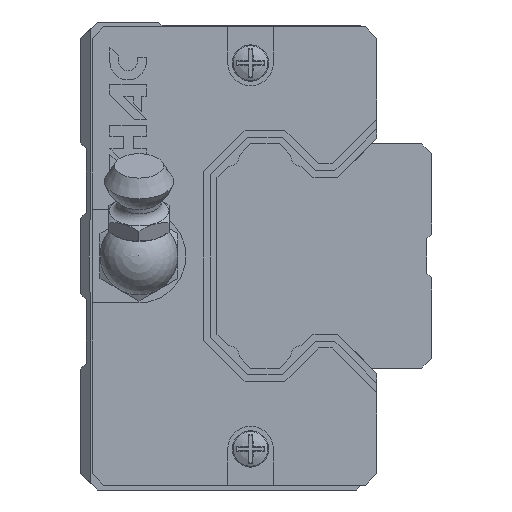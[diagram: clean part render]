
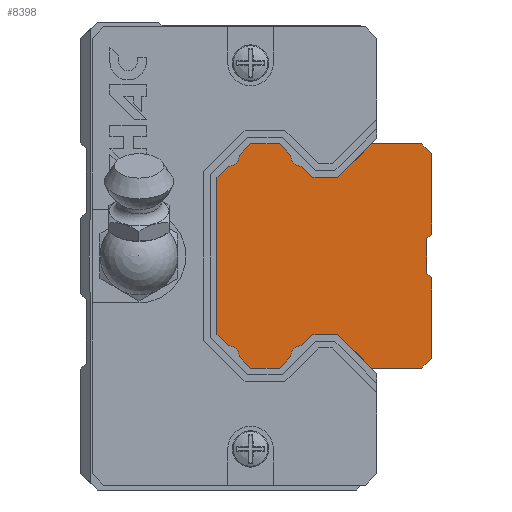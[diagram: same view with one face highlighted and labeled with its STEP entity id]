
A CAD part, left-side view. The second image highlights one B-rep face of the part: STEP entity #8398.
In plain terms, the highlighted planar face has unit normal (-1, 0, 0).
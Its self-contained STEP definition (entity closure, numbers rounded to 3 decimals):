
#236=CIRCLE('',#8966,1.129);
#237=CIRCLE('',#8967,1.129);
#238=CIRCLE('',#8968,1.129);
#239=CIRCLE('',#8969,1.129);
#458=ORIENTED_EDGE('',*,*,#2898,.T.);
#459=ORIENTED_EDGE('',*,*,#2855,.F.);
#460=ORIENTED_EDGE('',*,*,#2899,.F.);
#461=ORIENTED_EDGE('',*,*,#2900,.F.);
#462=ORIENTED_EDGE('',*,*,#2901,.F.);
#463=ORIENTED_EDGE('',*,*,#2902,.F.);
#464=ORIENTED_EDGE('',*,*,#2903,.F.);
#465=ORIENTED_EDGE('',*,*,#2904,.T.);
#466=ORIENTED_EDGE('',*,*,#2905,.F.);
#467=ORIENTED_EDGE('',*,*,#2906,.F.);
#468=ORIENTED_EDGE('',*,*,#2907,.F.);
#469=ORIENTED_EDGE('',*,*,#2908,.T.);
#470=ORIENTED_EDGE('',*,*,#2909,.F.);
#471=ORIENTED_EDGE('',*,*,#2910,.F.);
#472=ORIENTED_EDGE('',*,*,#2911,.F.);
#473=ORIENTED_EDGE('',*,*,#2912,.T.);
#474=ORIENTED_EDGE('',*,*,#2913,.F.);
#475=ORIENTED_EDGE('',*,*,#2914,.F.);
#476=ORIENTED_EDGE('',*,*,#2915,.F.);
#477=ORIENTED_EDGE('',*,*,#2916,.T.);
#478=ORIENTED_EDGE('',*,*,#2917,.F.);
#479=ORIENTED_EDGE('',*,*,#2918,.F.);
#480=ORIENTED_EDGE('',*,*,#2919,.F.);
#481=ORIENTED_EDGE('',*,*,#2920,.F.);
#482=ORIENTED_EDGE('',*,*,#2921,.F.);
#483=ORIENTED_EDGE('',*,*,#2863,.F.);
#484=ORIENTED_EDGE('',*,*,#2922,.T.);
#485=ORIENTED_EDGE('',*,*,#2923,.T.);
#2855=EDGE_CURVE('',#4076,#4077,#4910,.T.);
#2863=EDGE_CURVE('',#4084,#4085,#4915,.T.);
#2898=EDGE_CURVE('',#4117,#4077,#4943,.T.);
#2899=EDGE_CURVE('',#4118,#4076,#4944,.T.);
#2900=EDGE_CURVE('',#4119,#4118,#4945,.T.);
#2901=EDGE_CURVE('',#4120,#4119,#4946,.T.);
#2902=EDGE_CURVE('',#4121,#4120,#4947,.T.);
#2903=EDGE_CURVE('',#4122,#4121,#4948,.T.);
#2904=EDGE_CURVE('',#4122,#4123,#236,.T.);
#2905=EDGE_CURVE('',#4124,#4123,#4949,.T.);
#2906=EDGE_CURVE('',#4125,#4124,#4950,.T.);
#2907=EDGE_CURVE('',#4126,#4125,#4951,.T.);
#2908=EDGE_CURVE('',#4126,#4127,#237,.T.);
#2909=EDGE_CURVE('',#4128,#4127,#4952,.T.);
#2910=EDGE_CURVE('',#4129,#4128,#4953,.T.);
#2911=EDGE_CURVE('',#4130,#4129,#4954,.T.);
#2912=EDGE_CURVE('',#4130,#4131,#238,.T.);
#2913=EDGE_CURVE('',#4132,#4131,#4955,.T.);
#2914=EDGE_CURVE('',#4133,#4132,#4956,.T.);
#2915=EDGE_CURVE('',#4134,#4133,#4957,.T.);
#2916=EDGE_CURVE('',#4134,#4135,#239,.T.);
#2917=EDGE_CURVE('',#4136,#4135,#4958,.T.);
#2918=EDGE_CURVE('',#4137,#4136,#4959,.T.);
#2919=EDGE_CURVE('',#4138,#4137,#4960,.T.);
#2920=EDGE_CURVE('',#4139,#4138,#4961,.T.);
#2921=EDGE_CURVE('',#4085,#4139,#4962,.T.);
#2922=EDGE_CURVE('',#4084,#4140,#4963,.T.);
#2923=EDGE_CURVE('',#4140,#4117,#4964,.T.);
#4076=VERTEX_POINT('',#12009);
#4077=VERTEX_POINT('',#12011);
#4084=VERTEX_POINT('',#12026);
#4085=VERTEX_POINT('',#12028);
#4117=VERTEX_POINT('',#12097);
#4118=VERTEX_POINT('',#12099);
#4119=VERTEX_POINT('',#12101);
#4120=VERTEX_POINT('',#12103);
#4121=VERTEX_POINT('',#12105);
#4122=VERTEX_POINT('',#12107);
#4123=VERTEX_POINT('',#12109);
#4124=VERTEX_POINT('',#12111);
#4125=VERTEX_POINT('',#12113);
#4126=VERTEX_POINT('',#12115);
#4127=VERTEX_POINT('',#12117);
#4128=VERTEX_POINT('',#12119);
#4129=VERTEX_POINT('',#12121);
#4130=VERTEX_POINT('',#12123);
#4131=VERTEX_POINT('',#12125);
#4132=VERTEX_POINT('',#12127);
#4133=VERTEX_POINT('',#12129);
#4134=VERTEX_POINT('',#12131);
#4135=VERTEX_POINT('',#12133);
#4136=VERTEX_POINT('',#12135);
#4137=VERTEX_POINT('',#12137);
#4138=VERTEX_POINT('',#12139);
#4139=VERTEX_POINT('',#12141);
#4140=VERTEX_POINT('',#12144);
#4910=LINE('',#12010,#5905);
#4915=LINE('',#12027,#5910);
#4943=LINE('',#12096,#5938);
#4944=LINE('',#12098,#5939);
#4945=LINE('',#12100,#5940);
#4946=LINE('',#12102,#5941);
#4947=LINE('',#12104,#5942);
#4948=LINE('',#12106,#5943);
#4949=LINE('',#12110,#5944);
#4950=LINE('',#12112,#5945);
#4951=LINE('',#12114,#5946);
#4952=LINE('',#12118,#5947);
#4953=LINE('',#12120,#5948);
#4954=LINE('',#12122,#5949);
#4955=LINE('',#12126,#5950);
#4956=LINE('',#12128,#5951);
#4957=LINE('',#12130,#5952);
#4958=LINE('',#12134,#5953);
#4959=LINE('',#12136,#5954);
#4960=LINE('',#12138,#5955);
#4961=LINE('',#12140,#5956);
#4962=LINE('',#12142,#5957);
#4963=LINE('',#12143,#5958);
#4964=LINE('',#12145,#5959);
#5905=VECTOR('',#9643,1000.);
#5910=VECTOR('',#9656,1000.);
#5938=VECTOR('',#9702,1000.);
#5939=VECTOR('',#9703,1000.);
#5940=VECTOR('',#9704,1000.);
#5941=VECTOR('',#9705,1000.);
#5942=VECTOR('',#9706,1000.);
#5943=VECTOR('',#9707,1000.);
#5944=VECTOR('',#9710,1000.);
#5945=VECTOR('',#9711,1000.);
#5946=VECTOR('',#9712,1000.);
#5947=VECTOR('',#9715,1000.);
#5948=VECTOR('',#9716,1000.);
#5949=VECTOR('',#9717,1000.);
#5950=VECTOR('',#9720,1000.);
#5951=VECTOR('',#9721,1000.);
#5952=VECTOR('',#9722,1000.);
#5953=VECTOR('',#9725,1000.);
#5954=VECTOR('',#9726,1000.);
#5955=VECTOR('',#9727,1000.);
#5956=VECTOR('',#9728,1000.);
#5957=VECTOR('',#9729,1000.);
#5958=VECTOR('',#9730,1000.);
#5959=VECTOR('',#9731,1000.);
#6900=EDGE_LOOP('',(#458,#459,#460,#461,#462,#463,#464,#465,#466,#467,#468,
#469,#470,#471,#472,#473,#474,#475,#476,#477,#478,#479,#480,#481,#482,#483,
#484,#485));
#7459=FACE_BOUND('',#6900,.T.);
#8022=PLANE('',#8965);
#8398=ADVANCED_FACE('',(#7459),#8022,.F.);
#8965=AXIS2_PLACEMENT_3D('',#12095,#9700,#9701);
#8966=AXIS2_PLACEMENT_3D('',#12108,#9708,#9709);
#8967=AXIS2_PLACEMENT_3D('',#12116,#9713,#9714);
#8968=AXIS2_PLACEMENT_3D('',#12124,#9718,#9719);
#8969=AXIS2_PLACEMENT_3D('',#12132,#9723,#9724);
#9643=DIRECTION('',(0.,0.,-1.));
#9656=DIRECTION('',(0.,0.,-1.));
#9700=DIRECTION('',(1.,0.,0.));
#9701=DIRECTION('',(0.,0.,-1.));
#9702=DIRECTION('',(0.,-0.707,0.707));
#9703=DIRECTION('',(0.,-0.707,-0.707));
#9704=DIRECTION('',(0.,-1.,0.));
#9705=DIRECTION('',(0.,-0.707,0.707));
#9706=DIRECTION('',(0.,-1.,0.));
#9707=DIRECTION('',(0.,-0.707,-0.707));
#9708=DIRECTION('',(1.,0.,0.));
#9709=DIRECTION('',(0.,0.,-1.));
#9710=DIRECTION('',(0.,-0.707,-0.707));
#9711=DIRECTION('',(0.,-1.,0.));
#9712=DIRECTION('',(0.,-0.707,0.707));
#9713=DIRECTION('',(1.,0.,0.));
#9714=DIRECTION('',(0.,0.,-1.));
#9715=DIRECTION('',(0.,-0.707,0.707));
#9716=DIRECTION('',(0.,0.,1.));
#9717=DIRECTION('',(0.,0.707,0.707));
#9718=DIRECTION('',(1.,0.,0.));
#9719=DIRECTION('',(0.,0.,-1.));
#9720=DIRECTION('',(0.,0.707,0.707));
#9721=DIRECTION('',(0.,1.,0.));
#9722=DIRECTION('',(0.,0.707,-0.707));
#9723=DIRECTION('',(1.,0.,0.));
#9724=DIRECTION('',(0.,0.,-1.));
#9725=DIRECTION('',(0.,0.707,-0.707));
#9726=DIRECTION('',(0.,1.,0.));
#9727=DIRECTION('',(0.,0.707,0.707));
#9728=DIRECTION('',(0.,1.,0.));
#9729=DIRECTION('',(0.,0.707,-0.707));
#9730=DIRECTION('',(0.,0.707,0.707));
#9731=DIRECTION('',(0.,0.,1.));
#12009=CARTESIAN_POINT('',(-75.,0.,10.5));
#12010=CARTESIAN_POINT('',(-75.,0.,10.5));
#12011=CARTESIAN_POINT('',(-75.,0.,2.25));
#12026=CARTESIAN_POINT('',(-75.,0.,-2.25));
#12027=CARTESIAN_POINT('',(-75.,0.,10.5));
#12028=CARTESIAN_POINT('',(-75.,0.,-10.5));
#12095=CARTESIAN_POINT('',(-75.,13.327,10.333));
#12096=CARTESIAN_POINT('',(-75.,0.5,1.75));
#12097=CARTESIAN_POINT('',(-75.,0.5,1.75));
#12098=CARTESIAN_POINT('',(-75.,1.,11.5));
#12099=CARTESIAN_POINT('',(-75.,1.,11.5));
#12100=CARTESIAN_POINT('',(-75.,6.175,11.5));
#12101=CARTESIAN_POINT('',(-75.,6.175,11.5));
#12102=CARTESIAN_POINT('',(-75.,9.619,8.056));
#12103=CARTESIAN_POINT('',(-75.,9.619,8.056));
#12104=CARTESIAN_POINT('',(-75.,12.16,8.056));
#12105=CARTESIAN_POINT('',(-75.,12.16,8.056));
#12106=CARTESIAN_POINT('',(-75.,13.308,9.204));
#12107=CARTESIAN_POINT('',(-75.,13.308,9.204));
#12108=CARTESIAN_POINT('',(-75.,13.327,10.333));
#12109=CARTESIAN_POINT('',(-75.,14.456,10.352));
#12110=CARTESIAN_POINT('',(-75.,15.604,11.5));
#12111=CARTESIAN_POINT('',(-75.,15.604,11.5));
#12112=CARTESIAN_POINT('',(-75.,18.556,11.5));
#12113=CARTESIAN_POINT('',(-75.,18.556,11.5));
#12114=CARTESIAN_POINT('',(-75.,19.704,10.352));
#12115=CARTESIAN_POINT('',(-75.,19.704,10.352));
#12116=CARTESIAN_POINT('',(-75.,20.833,10.333));
#12117=CARTESIAN_POINT('',(-75.,20.852,9.204));
#12118=CARTESIAN_POINT('',(-75.,22.,8.056));
#12119=CARTESIAN_POINT('',(-75.,22.,8.056));
#12120=CARTESIAN_POINT('',(-75.,22.,-8.056));
#12121=CARTESIAN_POINT('',(-75.,22.,-8.056));
#12122=CARTESIAN_POINT('',(-75.,20.852,-9.204));
#12123=CARTESIAN_POINT('',(-75.,20.852,-9.204));
#12124=CARTESIAN_POINT('',(-75.,20.833,-10.333));
#12125=CARTESIAN_POINT('',(-75.,19.704,-10.352));
#12126=CARTESIAN_POINT('',(-75.,18.556,-11.5));
#12127=CARTESIAN_POINT('',(-75.,18.556,-11.5));
#12128=CARTESIAN_POINT('',(-75.,15.604,-11.5));
#12129=CARTESIAN_POINT('',(-75.,15.604,-11.5));
#12130=CARTESIAN_POINT('',(-75.,14.456,-10.352));
#12131=CARTESIAN_POINT('',(-75.,14.456,-10.352));
#12132=CARTESIAN_POINT('',(-75.,13.327,-10.333));
#12133=CARTESIAN_POINT('',(-75.,13.308,-9.204));
#12134=CARTESIAN_POINT('',(-75.,12.16,-8.056));
#12135=CARTESIAN_POINT('',(-75.,12.16,-8.056));
#12136=CARTESIAN_POINT('',(-75.,9.619,-8.056));
#12137=CARTESIAN_POINT('',(-75.,9.619,-8.056));
#12138=CARTESIAN_POINT('',(-75.,6.175,-11.5));
#12139=CARTESIAN_POINT('',(-75.,6.175,-11.5));
#12140=CARTESIAN_POINT('',(-75.,1.,-11.5));
#12141=CARTESIAN_POINT('',(-75.,1.,-11.5));
#12142=CARTESIAN_POINT('',(-75.,0.,-10.5));
#12143=CARTESIAN_POINT('',(-75.,0.,-2.25));
#12144=CARTESIAN_POINT('',(-75.,0.5,-1.75));
#12145=CARTESIAN_POINT('',(-75.,0.5,-1.75));
